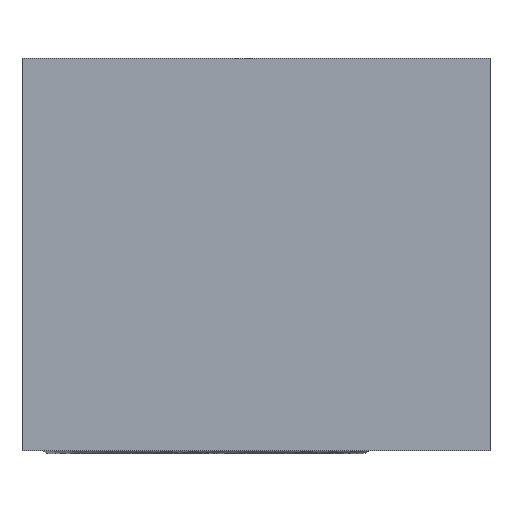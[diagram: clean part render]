
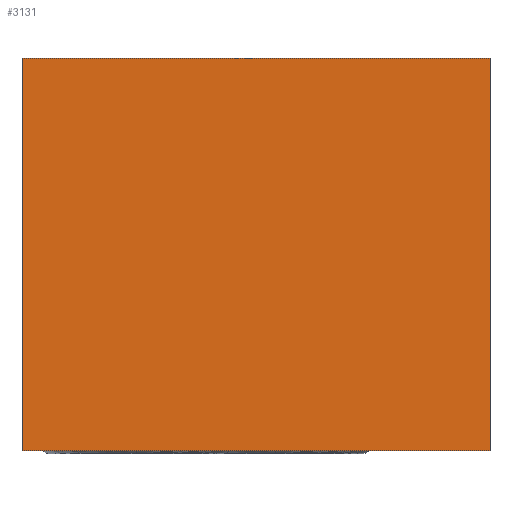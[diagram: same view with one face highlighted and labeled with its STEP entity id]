
A CAD part, left-side view. The second image highlights one B-rep face of the part: STEP entity #3131.
In plain terms, the highlighted planar face has unit normal (-1, 0, 0).
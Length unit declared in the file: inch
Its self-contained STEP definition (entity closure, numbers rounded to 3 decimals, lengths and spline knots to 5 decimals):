
#1=DIRECTION('',(0.,-1.,0.));
#2=VECTOR('',#1,2.906);
#3=CARTESIAN_POINT('',(0.,0.,0.));
#4=LINE('',#3,#2);
#57=DIRECTION('',(0.,0.,1.));
#58=VECTOR('',#57,2.438);
#59=CARTESIAN_POINT('',(0.,0.,0.));
#60=LINE('',#59,#58);
#79=DIRECTION('',(0.,0.,1.));
#80=VECTOR('',#79,2.438);
#81=CARTESIAN_POINT('',(0.,-2.906,0.));
#82=LINE('',#81,#80);
#103=DIRECTION('',(0.,-1.,0.));
#104=VECTOR('',#103,2.906);
#105=CARTESIAN_POINT('',(0.,0.,2.438));
#106=LINE('',#105,#104);
#2729=CARTESIAN_POINT('',(0.,0.,0.));
#2730=CARTESIAN_POINT('',(0.,-2.906,0.));
#2731=VERTEX_POINT('',#2729);
#2732=VERTEX_POINT('',#2730);
#2737=CARTESIAN_POINT('',(0.,0.,2.438));
#2738=CARTESIAN_POINT('',(0.,-2.906,2.438));
#2739=VERTEX_POINT('',#2737);
#2740=VERTEX_POINT('',#2738);
#3117=CARTESIAN_POINT('',(0.,0.,0.));
#3118=DIRECTION('',(-1.,0.,0.));
#3119=DIRECTION('',(0.,-1.,0.));
#3120=AXIS2_PLACEMENT_3D('',#3117,#3118,#3119);
#3121=PLANE('',#3120);
#3122=ORIENTED_EDGE('',*,*,#3082,.F.);
#3124=ORIENTED_EDGE('',*,*,#3123,.T.);
#3126=ORIENTED_EDGE('',*,*,#3125,.T.);
#3128=ORIENTED_EDGE('',*,*,#3127,.F.);
#3129=EDGE_LOOP('',(#3122,#3124,#3126,#3128));
#3130=FACE_OUTER_BOUND('',#3129,.F.);
#3131=ADVANCED_FACE('',(#3130),#3121,.T.);
#3082=EDGE_CURVE('',#2731,#2732,#4,.T.);
#3123=EDGE_CURVE('',#2731,#2739,#60,.T.);
#3125=EDGE_CURVE('',#2739,#2740,#106,.T.);
#3127=EDGE_CURVE('',#2732,#2740,#82,.T.);
